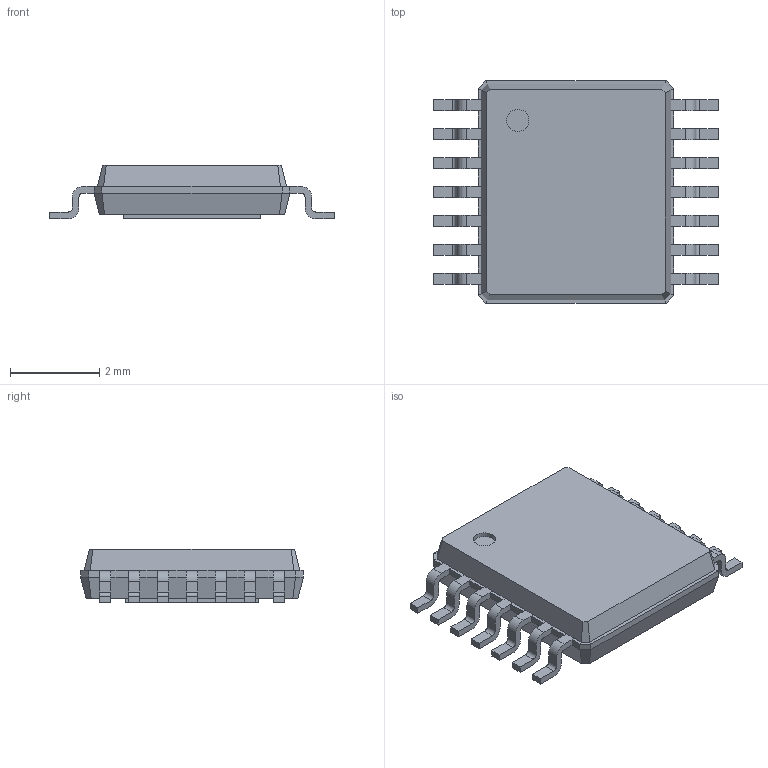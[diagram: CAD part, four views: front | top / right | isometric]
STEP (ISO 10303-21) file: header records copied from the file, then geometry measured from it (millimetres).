
FILE_DESCRIPTION(/* description */ ('model of HTSSOP-14-1EP_4.4x5mm_P0.65mm_EP3.4x5mm_Mask3x3.1mm'),/* implementation_level */ '2;1');
FILE_NAME(/* name */ 'HTSSOP-14-1EP_4.4x5mm_P0.65mm_EP3.4x5mm_Mask3x3.1mm.step',/* time_stamp */ '2020-03-25T09:32:27',/* author */ ('kicad StepUp','ksu'),/* organization */ ('FreeCAD'),/* preprocessor_version */ 'OCC',/* originating_system */ 'kicad StepUp',/* authorisation */ '');
FILE_SCHEMA(('AUTOMOTIVE_DESIGN { 1 0 10303 214 1 1 1 1 }'));
Length unit declared in the file: millimetre
Products named in the file (1): HTSSOP_14_1EP_44x5mm_P065mm_EP34x5mm_Mask3x31mm
Bounding box: 6.4 x 5 x 1.2 mm (x, y, z)
Volume: 24.1 mm3; surface area: 77.2 mm2
Topology: 1 solids, 1 shells, 251 faces, 661 edges, 414 vertices
Faces by surface type: plane 156, cylinder 57, bspline 38
Full cylindrical faces by diameter (mm): 0.5 x1
Entity records: 9328 total; most frequent: CARTESIAN_POINT 1473, ORIENTED_EDGE 1322, DIRECTION 1171, EDGE_CURVE 661, LINE 515, VECTOR 515, VERTEX_POINT 414, AXIS2_PLACEMENT_3D 328
